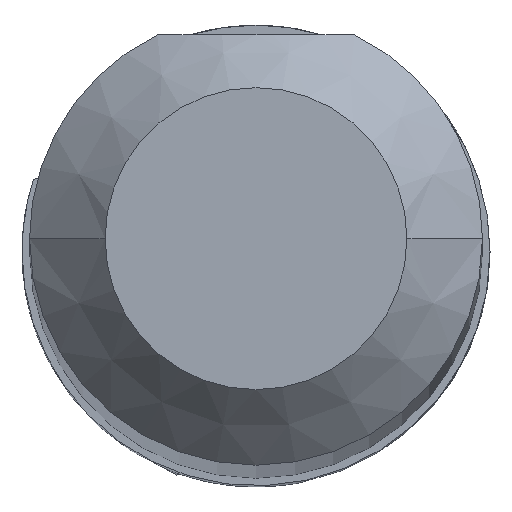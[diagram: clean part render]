
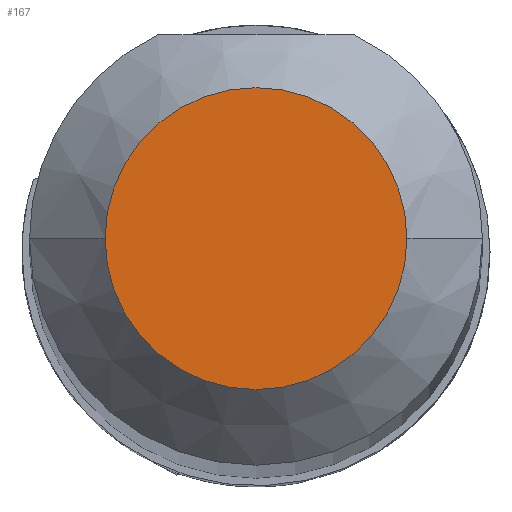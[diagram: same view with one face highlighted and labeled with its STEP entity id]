
A CAD part, top view. The second image highlights one B-rep face of the part: STEP entity #167.
In plain terms, the highlighted planar face has unit normal (0, 0, 1).
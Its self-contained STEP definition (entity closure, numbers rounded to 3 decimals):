
#74=PLANE('',#1424);
#104=FACE_OUTER_BOUND('',#268,.T.);
#167=ADVANCED_FACE('',(#104),#74,.T.);
#268=EDGE_LOOP('',(#745,#746,#747,#748));
#330=CIRCLE('',#1418,2.);
#331=CIRCLE('',#1419,2.);
#332=CIRCLE('',#1421,2.);
#333=CIRCLE('',#1422,2.);
#745=ORIENTED_EDGE('',*,*,#1174,.T.);
#746=ORIENTED_EDGE('',*,*,#1178,.T.);
#747=ORIENTED_EDGE('',*,*,#1177,.T.);
#748=ORIENTED_EDGE('',*,*,#1175,.T.);
#1012=VERTEX_POINT('',#2267);
#1013=VERTEX_POINT('',#2269);
#1014=VERTEX_POINT('',#2271);
#1015=VERTEX_POINT('',#2275);
#1174=EDGE_CURVE('',#1013,#1012,#330,.T.);
#1175=EDGE_CURVE('',#1014,#1013,#331,.T.);
#1177=EDGE_CURVE('',#1015,#1014,#332,.T.);
#1178=EDGE_CURVE('',#1012,#1015,#333,.T.);
#1418=AXIS2_PLACEMENT_3D('',#2268,#1695,#1696);
#1419=AXIS2_PLACEMENT_3D('',#2270,#1697,#1698);
#1421=AXIS2_PLACEMENT_3D('',#2274,#1702,#1703);
#1422=AXIS2_PLACEMENT_3D('',#2276,#1704,#1705);
#1424=AXIS2_PLACEMENT_3D('',#2278,#1708,#1709);
#1695=DIRECTION('',(0.,0.,1.));
#1696=DIRECTION('',(0.,1.,0.));
#1697=DIRECTION('',(0.,0.,1.));
#1698=DIRECTION('',(1.,0.,0.));
#1702=DIRECTION('',(0.,0.,1.));
#1703=DIRECTION('',(0.,-1.,0.));
#1704=DIRECTION('',(0.,0.,1.));
#1705=DIRECTION('',(-1.,0.,0.));
#1708=DIRECTION('',(0.,0.,1.));
#1709=DIRECTION('',(-1.,0.,0.));
#2267=CARTESIAN_POINT('',(-2.,0.,0.));
#2268=CARTESIAN_POINT('',(0.,0.,0.));
#2269=CARTESIAN_POINT('',(0.,2.,0.));
#2270=CARTESIAN_POINT('',(0.,0.,0.));
#2271=CARTESIAN_POINT('',(2.,0.,0.));
#2274=CARTESIAN_POINT('',(0.,0.,0.));
#2275=CARTESIAN_POINT('',(0.,-2.,0.));
#2276=CARTESIAN_POINT('',(0.,0.,0.));
#2278=CARTESIAN_POINT('',(0.,0.,0.));
